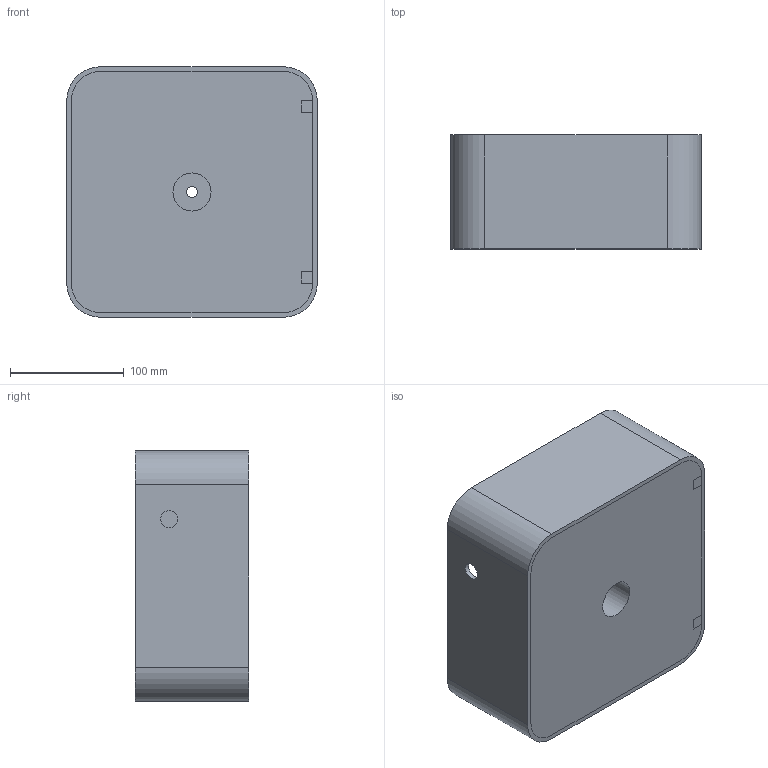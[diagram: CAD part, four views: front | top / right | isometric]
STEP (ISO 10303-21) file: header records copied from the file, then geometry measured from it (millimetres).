
FILE_DESCRIPTION(/* description */ (''),/* implementation_level */ '2;1');
FILE_NAME(/* name */ 'lightAutomationPrototype v1.step',/* time_stamp */ '2022-06-16T21:37:56+03:00',/* author */ (''),/* organization */ (''),/* preprocessor_version */ 'ST-DEVELOPER v19',/* originating_system */ 'Autodesk Translation Framework v11.7.0.108',/* authorisation */ '');
FILE_SCHEMA (('AUTOMOTIVE_DESIGN { 1 0 10303 214 3 1 1 }'));
Length unit declared in the file: millimetre
Products named in the file (2): lightAutomationPrototype; circuitBoard
Assembly tree (1 placements, depth 2):
  lightAutomationPrototype
    circuitBoard
Bounding box: 220 x 100 x 220 mm (x, y, z)
Volume: 536289.8 mm3; surface area: 277729.9 mm2
Topology: 4 solids, 4 shells, 52 faces, 126 edges, 84 vertices
Faces by surface type: plane 36, cylinder 16
Full cylindrical faces by diameter (mm): 10 x1, 15 x1, 33.526 x1, 40 x1
Entity records: 1586 total; most frequent: DIRECTION 268, CARTESIAN_POINT 265, ORIENTED_EDGE 252, EDGE_CURVE 126, LINE 94, VECTOR 94, AXIS2_PLACEMENT_3D 87, VERTEX_POINT 84
